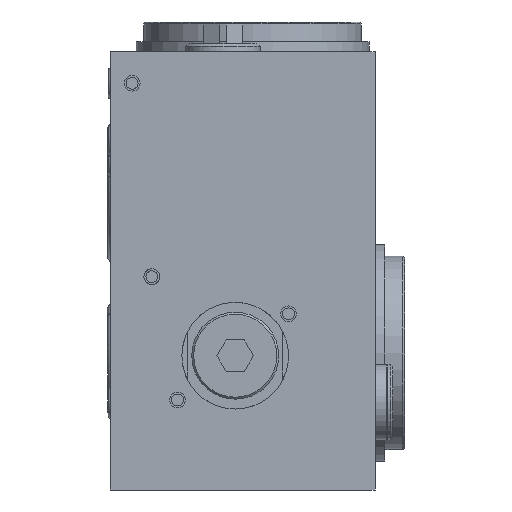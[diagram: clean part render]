
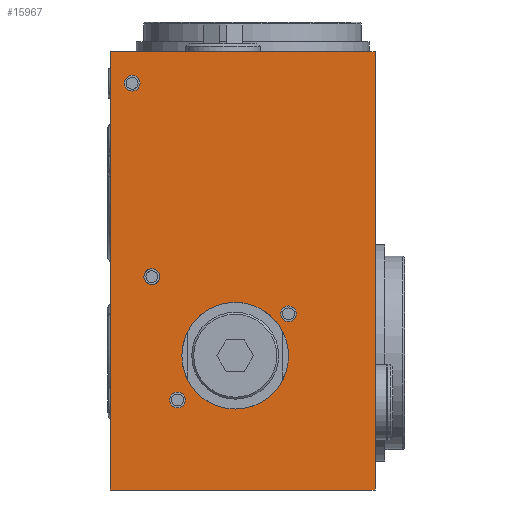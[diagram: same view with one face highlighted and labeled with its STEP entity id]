
A CAD part, left-side view. The second image highlights one B-rep face of the part: STEP entity #15967.
In plain terms, the highlighted planar face has unit normal (-1, 0, 0).
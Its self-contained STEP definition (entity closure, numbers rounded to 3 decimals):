
#441=PLANE('',#17002);
#920=CIRCLE('',#16952,2.);
#922=CIRCLE('',#16955,2.);
#926=CIRCLE('',#16962,12.966);
#943=CIRCLE('',#16991,2.);
#950=CIRCLE('',#17003,2.);
#2233=ORIENTED_EDGE('',*,*,#4449,.F.);
#2234=ORIENTED_EDGE('',*,*,#4450,.F.);
#2235=ORIENTED_EDGE('',*,*,#4447,.T.);
#2236=ORIENTED_EDGE('',*,*,#4451,.T.);
#2237=ORIENTED_EDGE('',*,*,#4438,.F.);
#2238=ORIENTED_EDGE('',*,*,#4452,.T.);
#2239=ORIENTED_EDGE('',*,*,#4421,.T.);
#2240=ORIENTED_EDGE('',*,*,#4417,.T.);
#2241=ORIENTED_EDGE('',*,*,#4415,.T.);
#4415=EDGE_CURVE('',#5538,#5538,#920,.T.);
#4417=EDGE_CURVE('',#5540,#5540,#922,.T.);
#4421=EDGE_CURVE('',#5544,#5544,#926,.T.);
#4438=EDGE_CURVE('',#5563,#5563,#943,.T.);
#4447=EDGE_CURVE('',#5571,#5570,#6529,.T.);
#4449=EDGE_CURVE('',#5572,#5573,#6531,.T.);
#4450=EDGE_CURVE('',#5571,#5572,#6532,.T.);
#4451=EDGE_CURVE('',#5570,#5573,#6533,.T.);
#4452=EDGE_CURVE('',#5574,#5574,#950,.T.);
#5538=VERTEX_POINT('',#24075);
#5540=VERTEX_POINT('',#24080);
#5544=VERTEX_POINT('',#24091);
#5563=VERTEX_POINT('',#24139);
#5570=VERTEX_POINT('',#24158);
#5571=VERTEX_POINT('',#24160);
#5572=VERTEX_POINT('',#24164);
#5573=VERTEX_POINT('',#24165);
#5574=VERTEX_POINT('',#24169);
#6529=LINE('',#24159,#7093);
#6531=LINE('',#24163,#7095);
#6532=LINE('',#24166,#7096);
#6533=LINE('',#24167,#7097);
#7093=VECTOR('',#19084,1000.);
#7095=VECTOR('',#19088,1000.);
#7096=VECTOR('',#19089,1000.);
#7097=VECTOR('',#19090,1000.);
#7631=EDGE_LOOP('',(#2233,#2234,#2235,#2236));
#7632=EDGE_LOOP('',(#2237));
#7633=EDGE_LOOP('',(#2238));
#7634=EDGE_LOOP('',(#2239));
#7635=EDGE_LOOP('',(#2240));
#7636=EDGE_LOOP('',(#2241));
#9050=FACE_BOUND('',#7631,.T.);
#9051=FACE_BOUND('',#7632,.T.);
#9052=FACE_BOUND('',#7633,.T.);
#9053=FACE_BOUND('',#7634,.T.);
#9054=FACE_BOUND('',#7635,.T.);
#9055=FACE_BOUND('',#7636,.T.);
#15967=ADVANCED_FACE('',(#9050,#9051,#9052,#9053,#9054,#9055),#441,.T.);
#16952=AXIS2_PLACEMENT_3D('',#24074,#18982,#18983);
#16955=AXIS2_PLACEMENT_3D('',#24079,#18988,#18989);
#16962=AXIS2_PLACEMENT_3D('',#24090,#19002,#19003);
#16991=AXIS2_PLACEMENT_3D('',#24138,#19060,#19061);
#17002=AXIS2_PLACEMENT_3D('',#24162,#19086,#19087);
#17003=AXIS2_PLACEMENT_3D('',#24168,#19091,#19092);
#18982=DIRECTION('',(1.,0.,0.));
#18983=DIRECTION('',(0.,0.,1.));
#18988=DIRECTION('',(1.,0.,0.));
#18989=DIRECTION('',(0.,0.,1.));
#19002=DIRECTION('',(1.,0.,0.));
#19003=DIRECTION('',(0.,0.,-1.));
#19060=DIRECTION('',(-1.,0.,0.));
#19061=DIRECTION('',(0.,0.,1.));
#19084=DIRECTION('',(0.,0.,-1.));
#19086=DIRECTION('',(-1.,0.,0.));
#19087=DIRECTION('',(0.,0.,1.));
#19088=DIRECTION('',(0.,0.,-1.));
#19089=DIRECTION('',(0.,-1.,0.));
#19090=DIRECTION('',(0.,-1.,0.));
#19091=DIRECTION('',(1.,0.,0.));
#19092=DIRECTION('',(0.,0.,1.));
#24074=CARTESIAN_POINT('',(-90.,50.,-32.7));
#24075=CARTESIAN_POINT('',(-90.,50.,-30.7));
#24079=CARTESIAN_POINT('',(-90.,21.9,-10.9));
#24080=CARTESIAN_POINT('',(-90.,21.9,-8.9));
#24090=CARTESIAN_POINT('',(-90.,35.4,-21.5));
#24091=CARTESIAN_POINT('',(-90.,35.4,-34.466));
#24138=CARTESIAN_POINT('',(-90.,56.5,-1.5));
#24139=CARTESIAN_POINT('',(-90.,56.5,0.5));
#24158=CARTESIAN_POINT('',(-90.,67.,-55.5));
#24159=CARTESIAN_POINT('',(-90.,67.,55.5));
#24160=CARTESIAN_POINT('',(-90.,67.,55.5));
#24162=CARTESIAN_POINT('',(-90.,67.,55.5));
#24163=CARTESIAN_POINT('',(-90.,0.,55.5));
#24164=CARTESIAN_POINT('',(-90.,0.,55.5));
#24165=CARTESIAN_POINT('',(-90.,0.,-55.5));
#24166=CARTESIAN_POINT('',(-90.,67.,55.5));
#24167=CARTESIAN_POINT('',(-90.,67.,-55.5));
#24168=CARTESIAN_POINT('',(-90.,61.5,47.5));
#24169=CARTESIAN_POINT('',(-90.,61.5,49.5));
